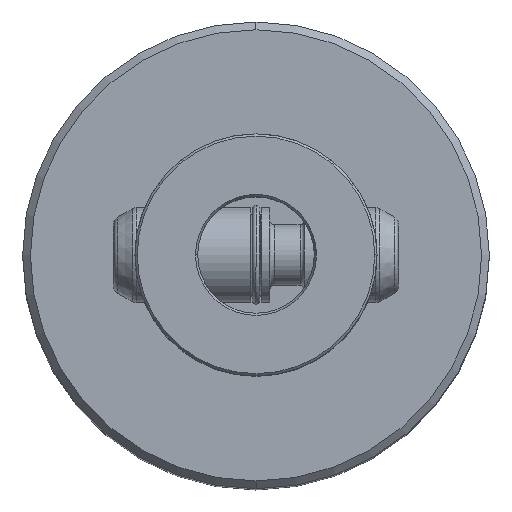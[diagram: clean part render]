
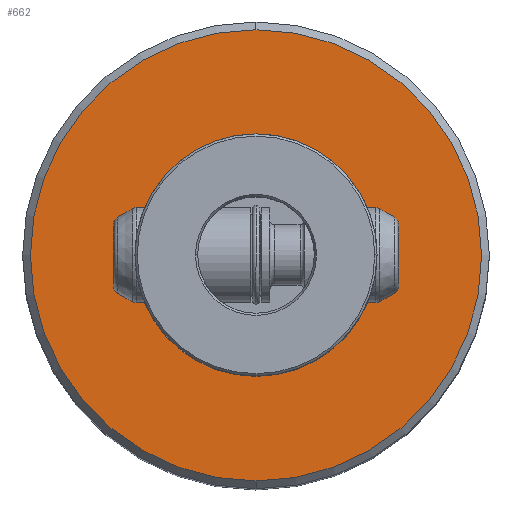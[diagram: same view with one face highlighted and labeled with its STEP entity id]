
A CAD part, top view. The second image highlights one B-rep face of the part: STEP entity #662.
In plain terms, the highlighted planar face has unit normal (0, 0, 1).
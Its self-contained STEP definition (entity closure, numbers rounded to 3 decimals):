
#524=VERTEX_POINT('NONE',#1294);
#532=VERTEX_POINT('NONE',#1302);
#596=EDGE_CURVE('NONE',#532,#700,#1373,.T.);
#618=VERTEX_POINT('NONE',#1399);
#662=ADVANCED_FACE('NONE',(#1448,#1449),#1450,.T.);
#700=VERTEX_POINT('NONE',#1492);
#722=EDGE_CURVE('NONE',#524,#618,#1517,.T.);
#800=EDGE_CURVE('NONE',#700,#532,#1605,.T.);
#1086=EDGE_CURVE('NONE',#618,#524,#1922,.T.);
#1294=CARTESIAN_POINT('',(0.,26.1,0.0));
#1302=CARTESIAN_POINT('',(0.,-14.0,0.0));
#1373=CIRCLE('',#2451,14.0);
#1399=CARTESIAN_POINT('',(0.0,-26.1,0.0));
#1448=FACE_OUTER_BOUND('',#2569,.T.);
#1449=FACE_BOUND('',#2570,.T.);
#1450=PLANE('',#2571);
#1492=CARTESIAN_POINT('',(0.0,14.0,0.0));
#1517=CIRCLE('',#2664,26.1);
#1605=CIRCLE('',#2844,14.0);
#1922=CIRCLE('',#3453,26.1);
#2451=AXIS2_PLACEMENT_3D('',#3879,#3880,#3881);
#2569=EDGE_LOOP('',(#3982,#3983));
#2570=EDGE_LOOP('',(#3984,#3985));
#2571=AXIS2_PLACEMENT_3D('',#3986,#3987,#3988);
#2664=AXIS2_PLACEMENT_3D('',#4069,#4070,#4071);
#2844=AXIS2_PLACEMENT_3D('',#4163,#4164,#4165);
#3453=AXIS2_PLACEMENT_3D('',#4544,#4545,#4546);
#3879=CARTESIAN_POINT('',(0.0,0.0,0.0));
#3880=DIRECTION('',(0.0,-0.0,1.0));
#3881=DIRECTION('',(0.0,1.0,0.0));
#3982=ORIENTED_EDGE('',*,*,#1086,.F.);
#3983=ORIENTED_EDGE('',*,*,#722,.F.);
#3984=ORIENTED_EDGE('',*,*,#800,.F.);
#3985=ORIENTED_EDGE('',*,*,#596,.F.);
#3986=CARTESIAN_POINT('',(-14.0,0.0,0.0));
#3987=DIRECTION('',(-0.0,0.0,1.0));
#3988=DIRECTION('',(0.0,1.0,0.0));
#4069=CARTESIAN_POINT('',(0.0,0.0,0.0));
#4070=DIRECTION('',(0.0,0.0,-1.0));
#4071=DIRECTION('',(0.0,1.0,0.0));
#4163=CARTESIAN_POINT('',(0.0,0.0,0.0));
#4164=DIRECTION('',(0.0,-0.0,1.0));
#4165=DIRECTION('',(0.0,1.0,0.0));
#4544=CARTESIAN_POINT('',(0.0,0.0,0.0));
#4545=DIRECTION('',(0.0,0.0,-1.0));
#4546=DIRECTION('',(0.0,1.0,0.0));
